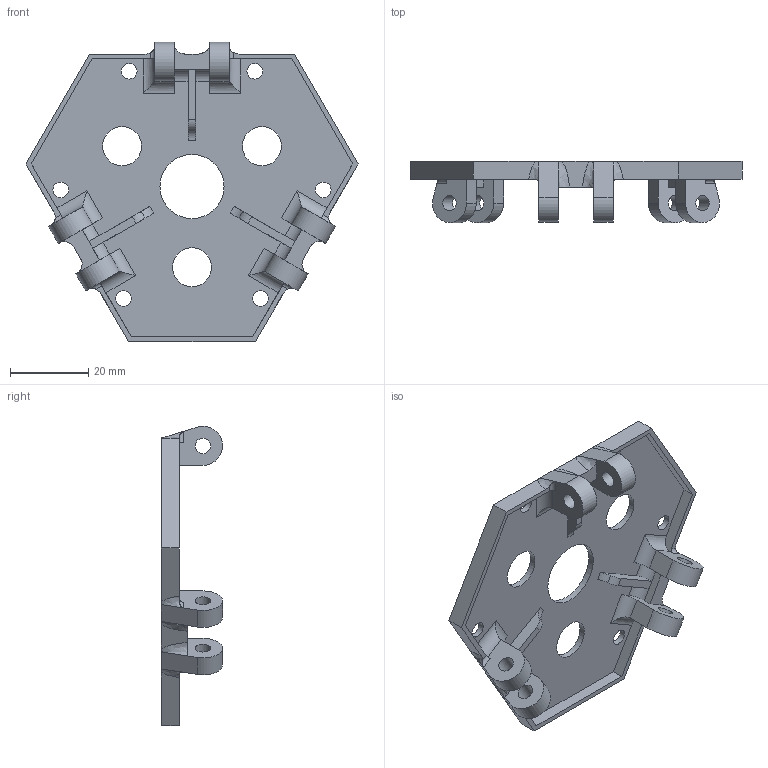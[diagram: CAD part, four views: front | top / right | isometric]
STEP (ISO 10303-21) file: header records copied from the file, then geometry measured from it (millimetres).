
FILE_DESCRIPTION(/* description */ (''),/* implementation_level */ '2;1');
FILE_NAME(/* name */ 'mainplate.step',/* time_stamp */ '2021-12-27T14:53:40+02:00',/* author */ (''),/* organization */ (''),/* preprocessor_version */ 'ST-DEVELOPER v18.1',/* originating_system */ 'Autodesk Translation Framework v10.10.0.1391',/* authorisation */ '');
FILE_SCHEMA (('AUTOMOTIVE_DESIGN { 1 0 10303 214 3 1 1 }'));
Length unit declared in the file: millimetre
Products named in the file (1): telescope
Bounding box: 84.87 x 15.6 x 76.5 mm (x, y, z)
Volume: 11451.5 mm3; surface area: 12773.3 mm2
Topology: 1 solids, 1 shells, 129 faces, 369 edges, 239 vertices
Faces by surface type: plane 65, cylinder 52, bspline 12
Full cylindrical faces by diameter (mm): 4 x12, 10 x3, 16.4 x1
Entity records: 5448 total; most frequent: CARTESIAN_POINT 2063, ORIENTED_EDGE 732, DIRECTION 643, EDGE_CURVE 366, VERTEX_POINT 239, LINE 223, VECTOR 223, AXIS2_PLACEMENT_3D 210
